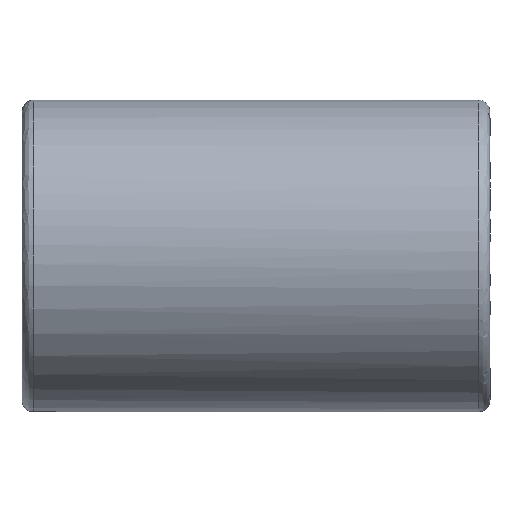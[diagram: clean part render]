
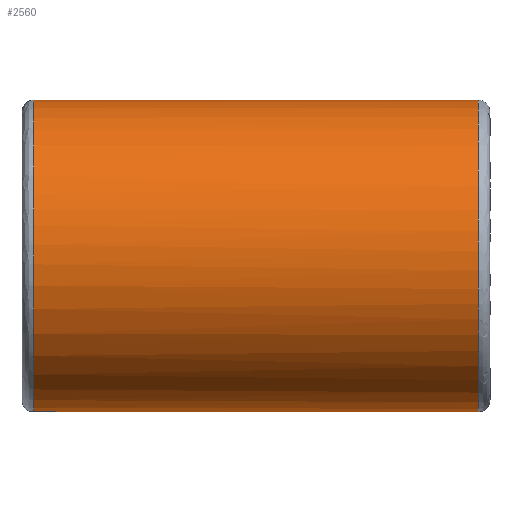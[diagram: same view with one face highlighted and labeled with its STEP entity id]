
A CAD part, front view. The second image highlights one B-rep face of the part: STEP entity #2560.
In plain terms, the highlighted free-form (B-spline) face has degree [3, 1] with [7, 2] control points.
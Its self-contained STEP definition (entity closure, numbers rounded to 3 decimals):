
#1470 = CARTESIAN_POINT ('', (0.3, 0., 4.));
#1480 = VERTEX_POINT ('', #1470);
#1560 = CARTESIAN_POINT ('', (0.3, 4., 0.));
#1570 = VERTEX_POINT ('', #1560);
#1580 = CARTESIAN_POINT ('', (0.3, 4., 0.));
#1590 = CARTESIAN_POINT ('', (0.3, 4., 2.));
#1600 = CARTESIAN_POINT ('', (0.3, 2.667, 4.));
#1610 = CARTESIAN_POINT ('', (0.3, 0., 4.));
#1620 = (
   BOUNDED_CURVE ()
   B_SPLINE_CURVE (3, (#1580, #1590, #1600, #1610), .UNSPECIFIED., .F., .U.)
   B_SPLINE_CURVE_WITH_KNOTS ((4, 4), (0., 1.), .UNSPECIFIED.)
   CURVE ()
   GEOMETRIC_REPRESENTATION_ITEM ()
   RATIONAL_B_SPLINE_CURVE ((1., 0.667, 0.5, 0.5))
   REPRESENTATION_ITEM ('')
);
#1630 = EDGE_CURVE ('', #1570, #1480, #1620, .T.);
#1650 = CARTESIAN_POINT ('', (0.3, 0., 4.));
#1660 = CARTESIAN_POINT ('', (0.3, -2.667, 4.));
#1670 = CARTESIAN_POINT ('', (0.3, -4., 2.));
#1680 = CARTESIAN_POINT ('', (0.3, -4., 0.));
#1690 = CARTESIAN_POINT ('', (0.3, -4., -8.));
#1700 = CARTESIAN_POINT ('', (0.3, 4., -8.));
#1710 = CARTESIAN_POINT ('', (0.3, 4., 0.));
#1720 = (
   BOUNDED_CURVE ()
   B_SPLINE_CURVE (3, (#1650, #1660, #1670, #1680, #1690, #1700, #1710), .UNSPECIFIED., .F., .U.)
   B_SPLINE_CURVE_WITH_KNOTS ((4, 3, 4), (0., 0.333, 1.), .UNSPECIFIED.)
   CURVE ()
   GEOMETRIC_REPRESENTATION_ITEM ()
   RATIONAL_B_SPLINE_CURVE ((0.5, 0.5, 0.667, 1., 0.333, 0.333, 1.))
   REPRESENTATION_ITEM ('')
);
#1730 = EDGE_CURVE ('', #1480, #1570, #1720, .T.);
#2100 = CARTESIAN_POINT ('', (11.7, 0., 4.));
#2110 = VERTEX_POINT ('', #2100);
#2120 = CARTESIAN_POINT ('', (11.7, 4., 0.));
#2130 = VERTEX_POINT ('', #2120);
#2140 = CARTESIAN_POINT ('', (11.7, 0., 4.));
#2150 = CARTESIAN_POINT ('', (11.7, 2.667, 4.));
#2160 = CARTESIAN_POINT ('', (11.7, 4., 2.));
#2170 = CARTESIAN_POINT ('', (11.7, 4., 0.));
#2180 = (
   BOUNDED_CURVE ()
   B_SPLINE_CURVE (3, (#2140, #2150, #2160, #2170), .UNSPECIFIED., .F., .U.)
   B_SPLINE_CURVE_WITH_KNOTS ((4, 4), (0., 1.), .UNSPECIFIED.)
   CURVE ()
   GEOMETRIC_REPRESENTATION_ITEM ()
   RATIONAL_B_SPLINE_CURVE ((0.5, 0.5, 0.667, 1.))
   REPRESENTATION_ITEM ('')
);
#2190 = EDGE_CURVE ('', #2110, #2130, #2180, .T.);
#2200 = ORIENTED_EDGE ('', *, *, #2190, .T.);
#2210 = CARTESIAN_POINT ('', (11.7, 4., 0.));
#2220 = CARTESIAN_POINT ('', (0.3, 4., 0.));
#2230 = B_SPLINE_CURVE_WITH_KNOTS ('', 1, (#2210, #2220), .UNSPECIFIED., .F., .U., (2, 2), (0., 1.), .UNSPECIFIED.);
#2240 = EDGE_CURVE ('', #2130, #1570, #2230, .T.);
#2250 = ORIENTED_EDGE ('', *, *, #2240, .T.);
#2260 = ORIENTED_EDGE ('', *, *, #1630, .T.);
#2270 = ORIENTED_EDGE ('', *, *, #1730, .T.);
#2280 = ORIENTED_EDGE ('', *, *, #2240, .F.);
#2290 = CARTESIAN_POINT ('', (11.7, 4., 0.));
#2300 = CARTESIAN_POINT ('', (11.7, 4., -8.));
#2310 = CARTESIAN_POINT ('', (11.7, -4., -8.));
#2320 = CARTESIAN_POINT ('', (11.7, -4., 0.));
#2330 = CARTESIAN_POINT ('', (11.7, -4., 2.));
#2340 = CARTESIAN_POINT ('', (11.7, -2.667, 4.));
#2350 = CARTESIAN_POINT ('', (11.7, 0., 4.));
#2360 = (
   BOUNDED_CURVE ()
   B_SPLINE_CURVE (3, (#2290, #2300, #2310, #2320, #2330, #2340, #2350), .UNSPECIFIED., .F., .U.)
   B_SPLINE_CURVE_WITH_KNOTS ((4, 3, 4), (0., 0.667, 1.), .UNSPECIFIED.)
   CURVE ()
   GEOMETRIC_REPRESENTATION_ITEM ()
   RATIONAL_B_SPLINE_CURVE ((1., 0.333, 0.333, 1., 0.667, 0.5, 0.5))
   REPRESENTATION_ITEM ('')
);
#2370 = EDGE_CURVE ('', #2130, #2110, #2360, .T.);
#2380 = ORIENTED_EDGE ('', *, *, #2370, .T.);
#2390 = EDGE_LOOP ('', (#2200, #2250, #2260, #2270, #2280, #2380));
#2400 = FACE_OUTER_BOUND ('', #2390, .T.);
#2410 = CARTESIAN_POINT ('', (-0.84, 4., 0.));
#2420 = CARTESIAN_POINT ('', (12.84, 4., 0.));
#2430 = CARTESIAN_POINT ('', (-0.84, 4., 8.));
#2440 = CARTESIAN_POINT ('', (12.84, 4., 8.));
#2450 = CARTESIAN_POINT ('', (-0.84, -4., 8.));
#2460 = CARTESIAN_POINT ('', (12.84, -4., 8.));
#2470 = CARTESIAN_POINT ('', (-0.84, -4., 0.));
#2480 = CARTESIAN_POINT ('', (12.84, -4., 0.));
#2490 = CARTESIAN_POINT ('', (-0.84, -4., -8.));
#2500 = CARTESIAN_POINT ('', (12.84, -4., -8.));
#2510 = CARTESIAN_POINT ('', (-0.84, 4., -8.));
#2520 = CARTESIAN_POINT ('', (12.84, 4., -8.));
#2530 = CARTESIAN_POINT ('', (-0.84, 4., 0.));
#2540 = CARTESIAN_POINT ('', (12.84, 4., 0.));
#2550 = (
   BOUNDED_SURFACE ()
   B_SPLINE_SURFACE (3, 1, ((#2410, #2420), (#2430, #2440), (#2450, #2460), (#2470, #2480), (#2490, #2500), (#2510, #2520), (#2530, #2540)), .UNSPECIFIED., .T., .F., .U.)
   B_SPLINE_SURFACE_WITH_KNOTS ((4, 3, 4), (2, 2), (0., 0.5, 1.), (0., 1.), .UNSPECIFIED.)
   SURFACE ()
   GEOMETRIC_REPRESENTATION_ITEM ()
   RATIONAL_B_SPLINE_SURFACE (((1., 1.), (0.333, 0.333), (0.333, 0.333), (1., 1.), (0.333, 0.333), (0.333, 0.333), (1., 1.)))
   REPRESENTATION_ITEM ('')
);
#2560 = ADVANCED_FACE ('', (#2400), #2550, .T.);
